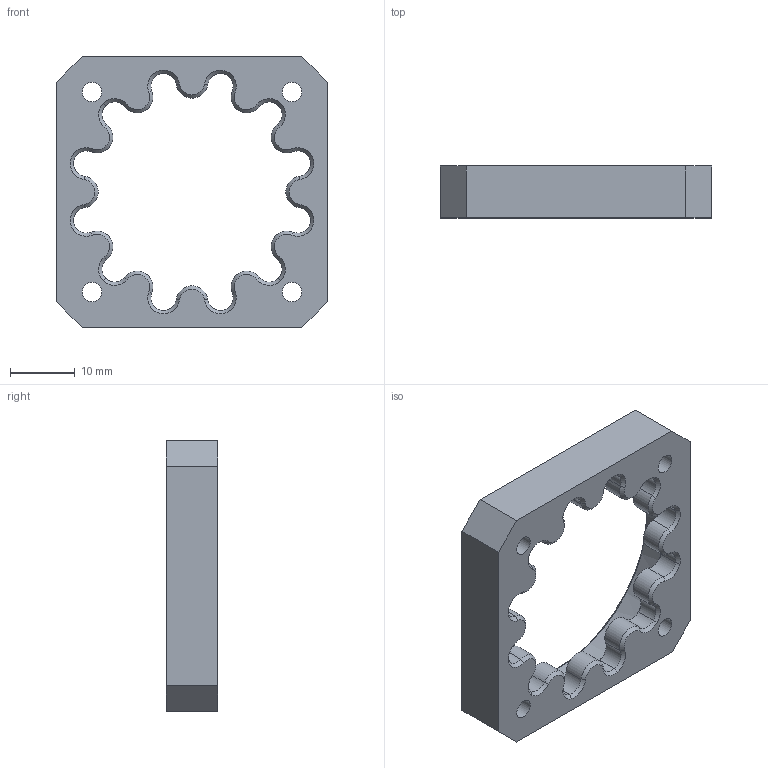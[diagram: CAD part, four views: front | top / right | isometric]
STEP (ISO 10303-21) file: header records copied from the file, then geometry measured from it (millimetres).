
FILE_DESCRIPTION(/* description */ (''),/* implementation_level */ '2;1');
FILE_NAME(/* name */ 'stator_lite.stp',/* time_stamp */ '2021-10-28T09:46:46+02:00',/* author */ ('Teo'),/* organization */ (''),/* preprocessor_version */ 'ST-DEVELOPER v18.1',/* originating_system */ 'Autodesk Inventor 2022',/* authorisation */ '');
FILE_SCHEMA (('AUTOMOTIVE_DESIGN { 1 0 10303 214 3 1 1 }'));
Length unit declared in the file: millimetre
Products named in the file (1): stator_lite
Bounding box: 42 x 8 x 42 mm (x, y, z)
Volume: 5503.3 mm3; surface area: 4276 mm2
Topology: 1 solids, 1 shells, 89 faces, 222 edges, 136 vertices
Faces by surface type: cylinder 41, cone 37, plane 11
Full cylindrical faces by diameter (mm): 3 x4, 38 x1
Entity records: 2823 total; most frequent: CARTESIAN_POINT 556, DIRECTION 510, ORIENTED_EDGE 444, EDGE_CURVE 222, AXIS2_PLACEMENT_3D 210, VERTEX_POINT 136, CIRCLE 120, EDGE_LOOP 100
